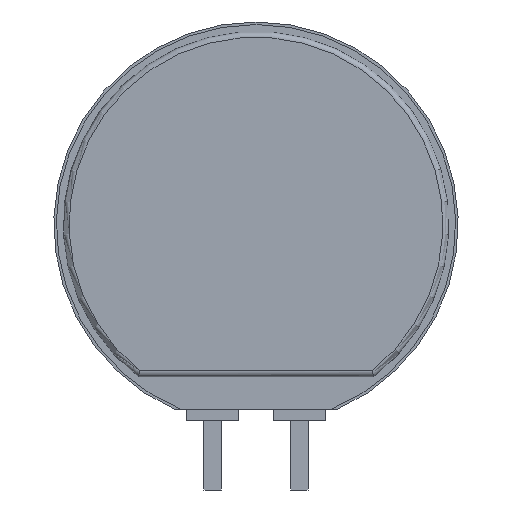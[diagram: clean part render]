
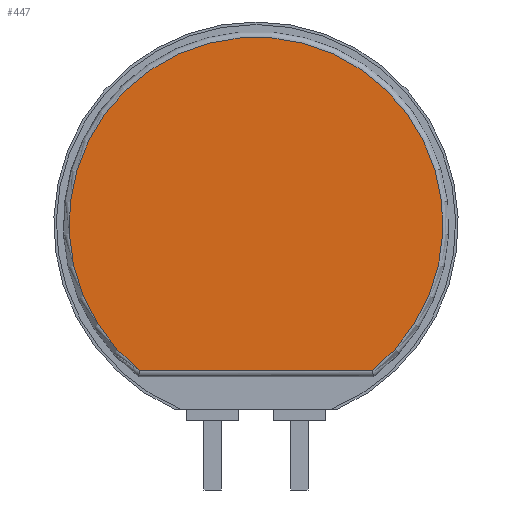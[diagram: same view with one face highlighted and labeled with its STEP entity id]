
A CAD part, front view. The second image highlights one B-rep face of the part: STEP entity #447.
In plain terms, the highlighted planar face has unit normal (0, -1, 0).
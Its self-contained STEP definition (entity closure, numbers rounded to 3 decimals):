
#447=ADVANCED_FACE('',(#448),#467,.F.);
#448=FACE_BOUND('',#449,.T.);
#449=EDGE_LOOP('',(#450,#461));
#450=ORIENTED_EDGE('',*,*,#451,.T.);
#451=EDGE_CURVE('',#452,#454,#456,.T.);
#452=VERTEX_POINT('',#453);
#453=CARTESIAN_POINT('',(10.025,0.0,-12.7));
#454=VERTEX_POINT('',#455);
#455=CARTESIAN_POINT('',(-10.025,0.0,-12.7));
#456=CIRCLE('',#457,16.18);
#457=AXIS2_PLACEMENT_3D('',#458,#459,#460);
#458=CARTESIAN_POINT('',(0.0,0.0,0.0));
#459=DIRECTION('',(0.0,-1.0,0.0));
#460=DIRECTION('',(0.0,0.0,1.0));
#461=ORIENTED_EDGE('',*,*,#462,.T.);
#462=EDGE_CURVE('',#454,#452,#463,.T.);
#463=LINE('',#464,#465);
#464=CARTESIAN_POINT('',(10.197,0.0,-12.7));
#465=VECTOR('',#466,1.0);
#466=DIRECTION('',(1.0,0.0,0.0));
#467=PLANE('',#468);
#468=AXIS2_PLACEMENT_3D('',#469,#470,#471);
#469=CARTESIAN_POINT('',(0.0,0.0,0.0));
#470=DIRECTION('',(0.0,1.0,0.0));
#471=DIRECTION('',(0.0,0.0,1.0));
